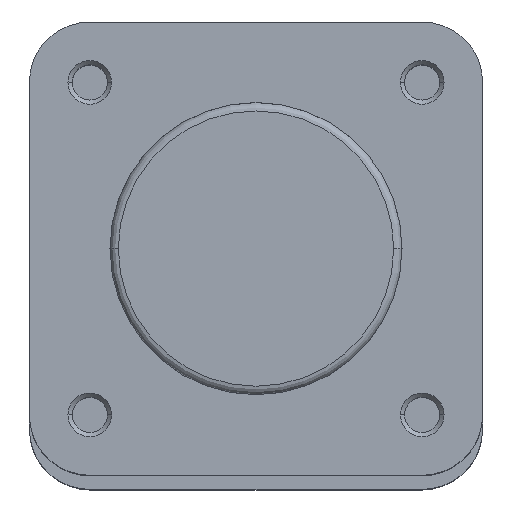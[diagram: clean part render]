
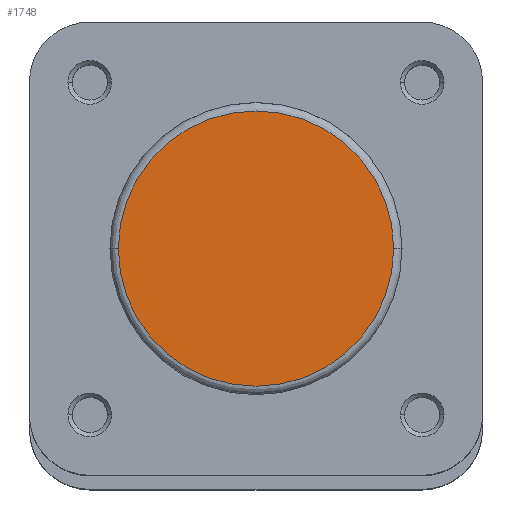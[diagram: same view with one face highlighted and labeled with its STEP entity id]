
A CAD part, top view. The second image highlights one B-rep face of the part: STEP entity #1748.
In plain terms, the highlighted planar face has unit normal (0, 0, 1).
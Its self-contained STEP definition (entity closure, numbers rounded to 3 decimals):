
#557 = ORIENTED_EDGE ( 'NONE', *, *, #1291, .T. ) ;
#573 = ORIENTED_EDGE ( 'NONE', *, *, #1319, .T. ) ;
#683 = AXIS2_PLACEMENT_3D ( 'NONE', #2716, #2717, #2718 ) ;
#810 = AXIS2_PLACEMENT_3D ( 'NONE', #4291, #4294, #4295 ) ;
#1174 = AXIS2_PLACEMENT_3D ( 'NONE', #2777, #2785, #2786 ) ;
#1291 = EDGE_CURVE ( 'NONE', #2026, #2013, #3446, .T. ) ;
#1319 = EDGE_CURVE ( 'NONE', #2013, #2026, #3490, .T. ) ;
#1748 = ADVANCED_FACE ( 'NONE', ( #3919 ), #4292, .F. ) ;
#1934 = EDGE_LOOP ( 'NONE', ( #573, #557 ) ) ;
#2013 = VERTEX_POINT ( 'NONE', #4579 ) ;
#2026 = VERTEX_POINT ( 'NONE', #4592 ) ;
#2716 = CARTESIAN_POINT ( 'NONE',  ( 0., 0., 0. ) ) ;
#2717 = DIRECTION ( 'NONE',  ( 0., 0., 1. ) ) ;
#2718 = DIRECTION ( 'NONE',  ( -1., 0., 0. ) ) ;
#2777 = CARTESIAN_POINT ( 'NONE',  ( 0., 0., 0. ) ) ;
#2785 = DIRECTION ( 'NONE',  ( 0., 0., 1. ) ) ;
#2786 = DIRECTION ( 'NONE',  ( -1., 0., 0. ) ) ;
#3446 = CIRCLE ( 'NONE', #683, 16.4 ) ;
#3490 = CIRCLE ( 'NONE', #1174, 16.4 ) ;
#3919 = FACE_OUTER_BOUND ( 'NONE', #1934, .T. ) ;
#4291 = CARTESIAN_POINT ( 'NONE',  ( 0., 17.4, 0. ) ) ;
#4292 = PLANE ( 'NONE',  #810 ) ;
#4294 = DIRECTION ( 'NONE',  ( 0., 0., -1. ) ) ;
#4295 = DIRECTION ( 'NONE',  ( -1., 0., 0. ) ) ;
#4579 = CARTESIAN_POINT ( 'NONE',  ( -16.4, 0., 0. ) ) ;
#4592 = CARTESIAN_POINT ( 'NONE',  ( 16.4, 0., 0. ) ) ;
